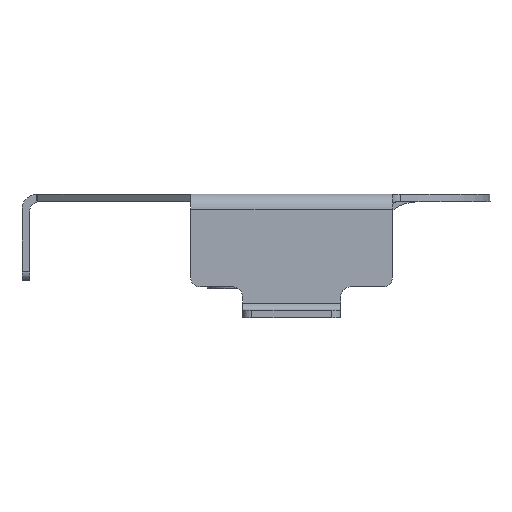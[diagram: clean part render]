
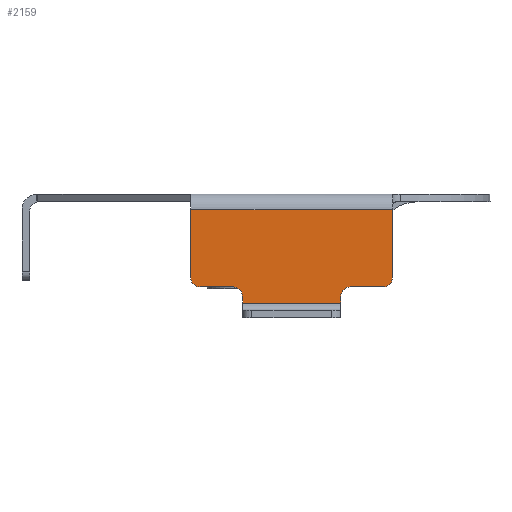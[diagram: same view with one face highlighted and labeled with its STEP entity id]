
A CAD part, left-side view. The second image highlights one B-rep face of the part: STEP entity #2159.
In plain terms, the highlighted planar face has unit normal (-1, 0, 0).
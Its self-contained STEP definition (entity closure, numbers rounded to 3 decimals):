
#93=FACE_OUTER_BOUND('',#203,.T.);
#203=EDGE_LOOP('',(#1353,#1354,#1355,#1356,#1357,#1358,#1359,#1360,#1361,
#1362,#1363,#1364));
#323=CIRCLE('',#2284,0.3);
#324=CIRCLE('',#2285,0.3);
#325=CIRCLE('',#2286,0.3);
#326=CIRCLE('',#2287,0.3);
#421=LINE('',#3139,#623);
#422=LINE('',#3143,#624);
#423=LINE('',#3147,#625);
#424=LINE('',#3149,#626);
#425=LINE('',#3151,#627);
#426=LINE('',#3155,#628);
#427=LINE('',#3159,#629);
#428=LINE('',#3160,#630);
#623=VECTOR('',#2503,1.);
#624=VECTOR('',#2506,1.);
#625=VECTOR('',#2509,1.);
#626=VECTOR('',#2510,1.);
#627=VECTOR('',#2511,1.);
#628=VECTOR('',#2514,1.);
#629=VECTOR('',#2517,1.);
#630=VECTOR('',#2518,1.);
#825=VERTEX_POINT('',#3137);
#826=VERTEX_POINT('',#3138);
#827=VERTEX_POINT('',#3140);
#828=VERTEX_POINT('',#3142);
#829=VERTEX_POINT('',#3144);
#830=VERTEX_POINT('',#3146);
#831=VERTEX_POINT('',#3148);
#832=VERTEX_POINT('',#3150);
#833=VERTEX_POINT('',#3152);
#834=VERTEX_POINT('',#3154);
#835=VERTEX_POINT('',#3156);
#836=VERTEX_POINT('',#3158);
#1035=EDGE_CURVE('',#825,#826,#421,.T.);
#1036=EDGE_CURVE('',#825,#827,#323,.T.);
#1037=EDGE_CURVE('',#828,#827,#422,.T.);
#1038=EDGE_CURVE('',#828,#829,#324,.T.);
#1039=EDGE_CURVE('',#829,#830,#423,.T.);
#1040=EDGE_CURVE('',#831,#830,#424,.T.);
#1041=EDGE_CURVE('',#832,#831,#425,.T.);
#1042=EDGE_CURVE('',#832,#833,#325,.T.);
#1043=EDGE_CURVE('',#834,#833,#426,.T.);
#1044=EDGE_CURVE('',#834,#835,#326,.T.);
#1045=EDGE_CURVE('',#835,#836,#427,.T.);
#1046=EDGE_CURVE('',#836,#826,#428,.T.);
#1353=ORIENTED_EDGE('',*,*,#1035,.F.);
#1354=ORIENTED_EDGE('',*,*,#1036,.T.);
#1355=ORIENTED_EDGE('',*,*,#1037,.F.);
#1356=ORIENTED_EDGE('',*,*,#1038,.T.);
#1357=ORIENTED_EDGE('',*,*,#1039,.T.);
#1358=ORIENTED_EDGE('',*,*,#1040,.F.);
#1359=ORIENTED_EDGE('',*,*,#1041,.F.);
#1360=ORIENTED_EDGE('',*,*,#1042,.T.);
#1361=ORIENTED_EDGE('',*,*,#1043,.F.);
#1362=ORIENTED_EDGE('',*,*,#1044,.T.);
#1363=ORIENTED_EDGE('',*,*,#1045,.T.);
#1364=ORIENTED_EDGE('',*,*,#1046,.T.);
#1989=PLANE('',#2283);
#2159=ADVANCED_FACE('',(#93),#1989,.T.);
#2283=AXIS2_PLACEMENT_3D('',#3136,#2501,#2502);
#2284=AXIS2_PLACEMENT_3D('',#3141,#2504,#2505);
#2285=AXIS2_PLACEMENT_3D('',#3145,#2507,#2508);
#2286=AXIS2_PLACEMENT_3D('',#3153,#2512,#2513);
#2287=AXIS2_PLACEMENT_3D('',#3157,#2515,#2516);
#2501=DIRECTION('center_axis',(-1.,0.,0.));
#2502=DIRECTION('ref_axis',(0.,0.,-1.));
#2503=DIRECTION('',(0.,0.,1.));
#2504=DIRECTION('center_axis',(-1.,0.,0.));
#2505=DIRECTION('ref_axis',(0.,0.,-1.));
#2506=DIRECTION('',(0.,1.,0.));
#2507=DIRECTION('center_axis',(1.,0.,0.));
#2508=DIRECTION('ref_axis',(0.,0.,-1.));
#2509=DIRECTION('',(0.,0.,-1.));
#2510=DIRECTION('',(0.,1.,0.));
#2511=DIRECTION('',(0.,0.,-1.));
#2512=DIRECTION('center_axis',(1.,0.,0.));
#2513=DIRECTION('ref_axis',(0.,0.,-1.));
#2514=DIRECTION('',(0.,1.,0.));
#2515=DIRECTION('center_axis',(-1.,0.,0.));
#2516=DIRECTION('ref_axis',(0.,0.,-1.));
#2517=DIRECTION('',(0.,0.,1.));
#2518=DIRECTION('',(0.,1.,0.));
#3136=CARTESIAN_POINT('Origin',(-8.45,3.268,3.75));
#3137=CARTESIAN_POINT('',(-8.45,3.268,1.3));
#3138=CARTESIAN_POINT('',(-8.45,3.268,3.5));
#3139=CARTESIAN_POINT('',(-8.45,3.268,3.75));
#3140=CARTESIAN_POINT('',(-8.45,2.968,1.));
#3141=CARTESIAN_POINT('Origin',(-8.45,2.968,1.3));
#3142=CARTESIAN_POINT('',(-8.45,1.898,1.));
#3143=CARTESIAN_POINT('',(-8.45,-3.242,1.));
#3144=CARTESIAN_POINT('',(-8.45,1.598,0.7));
#3145=CARTESIAN_POINT('Origin',(-8.45,1.898,0.7));
#3146=CARTESIAN_POINT('',(-8.45,1.598,0.475));
#3147=CARTESIAN_POINT('',(-8.45,1.598,1.));
#3148=CARTESIAN_POINT('',(-8.45,-1.572,0.475));
#3149=CARTESIAN_POINT('',(-8.45,-1.572,0.475));
#3150=CARTESIAN_POINT('',(-8.45,-1.572,0.7));
#3151=CARTESIAN_POINT('',(-8.45,-1.572,1.));
#3152=CARTESIAN_POINT('',(-8.45,-1.872,1.));
#3153=CARTESIAN_POINT('Origin',(-8.45,-1.872,0.7));
#3154=CARTESIAN_POINT('',(-8.45,-2.942,1.));
#3155=CARTESIAN_POINT('',(-8.45,-3.242,1.));
#3156=CARTESIAN_POINT('',(-8.45,-3.242,1.3));
#3157=CARTESIAN_POINT('Origin',(-8.45,-2.942,1.3));
#3158=CARTESIAN_POINT('',(-8.45,-3.242,3.5));
#3159=CARTESIAN_POINT('',(-8.45,-3.242,3.75));
#3160=CARTESIAN_POINT('',(-8.45,3.268,3.5));
